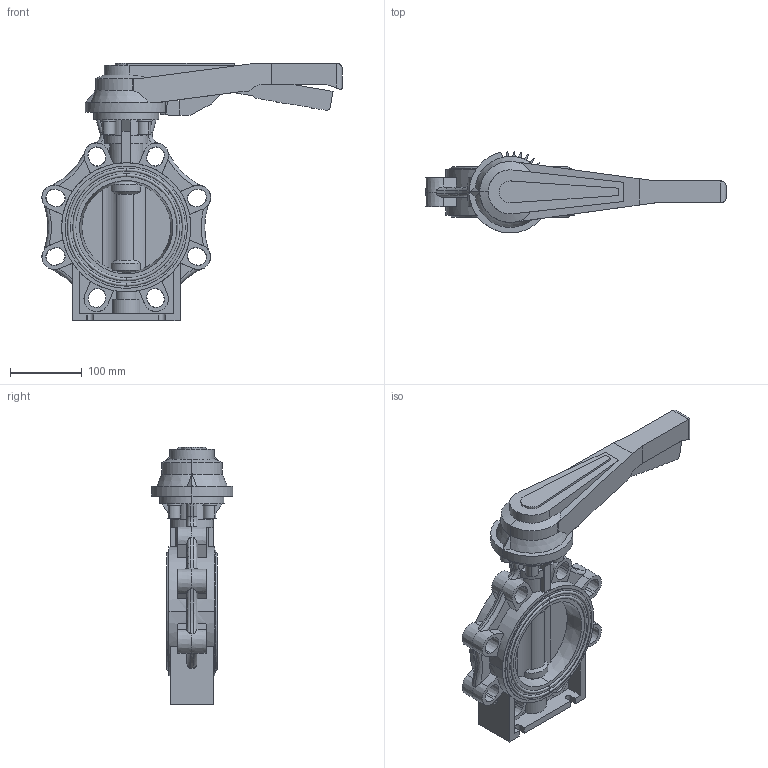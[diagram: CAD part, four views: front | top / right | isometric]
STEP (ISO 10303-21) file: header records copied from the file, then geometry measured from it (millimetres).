
FILE_DESCRIPTION(('STEP AP214'),'1');
FILE_NAME('cctmp_68C49D9E-8224-46CC-A419-ED9534567D80_2018_12_7_13_24_41_59..stp','2018-12-07T12:24:41',('Praher Valves GmbH'),('CADClick - www.CADClick.com'),'Spatial InterOp 3D',' ','unknown authorization');
FILE_SCHEMA(('AUTOMOTIVE_DESIGN'));
Length unit declared in the file: millimetre
Products named in the file (1): 128456_LD
Bounding box: 417.25 x 113.88 x 358 mm (x, y, z)
Volume: 2676552 mm3; surface area: 320527 mm2
Topology: 1 solids, 2 shells, 573 faces, 1622 edges, 1065 vertices
Faces by surface type: plane 329, cylinder 150, cone 70, torus 24
Entity records: 25568 total; most frequent: CARTESIAN_POINT 5947, ORIENTED_EDGE 3244, DIRECTION 3123, EDGE_CURVE 1622, AXIS2_PLACEMENT_3D 1095, VERTEX_POINT 1065, LINE 933, VECTOR 933
